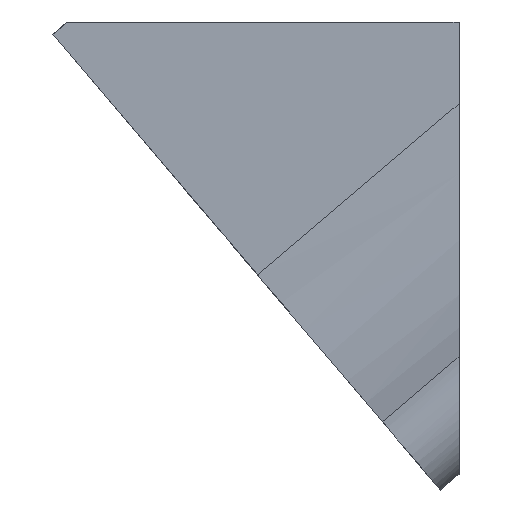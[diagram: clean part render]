
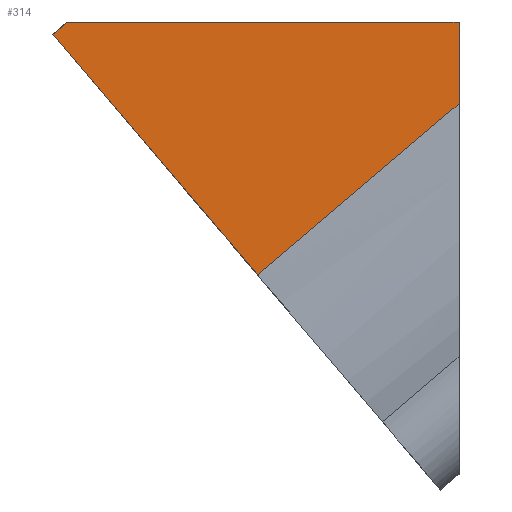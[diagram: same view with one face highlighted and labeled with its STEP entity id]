
A CAD part, left-side view. The second image highlights one B-rep face of the part: STEP entity #314.
In plain terms, the highlighted planar face has unit normal (-1, 0, 0).
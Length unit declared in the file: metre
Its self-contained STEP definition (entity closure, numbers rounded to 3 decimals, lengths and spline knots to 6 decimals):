
#74=ORIENTED_EDGE('',*,*,#150,.F.);
#75=ORIENTED_EDGE('',*,*,#136,.T.);
#76=ORIENTED_EDGE('',*,*,#139,.T.);
#77=ORIENTED_EDGE('',*,*,#149,.F.);
#78=ORIENTED_EDGE('',*,*,#151,.F.);
#136=EDGE_CURVE('',#176,#177,#206,.T.);
#139=EDGE_CURVE('',#177,#179,#209,.T.);
#149=EDGE_CURVE('',#187,#179,#214,.T.);
#150=EDGE_CURVE('',#176,#188,#215,.T.);
#151=EDGE_CURVE('',#188,#187,#216,.T.);
#176=VERTEX_POINT('',#492);
#177=VERTEX_POINT('',#495);
#179=VERTEX_POINT('',#501);
#187=VERTEX_POINT('',#522);
#188=VERTEX_POINT('',#526);
#206=LINE('',#496,#237);
#209=LINE('',#502,#240);
#214=LINE('',#523,#245);
#215=LINE('',#525,#246);
#216=LINE('',#527,#247);
#237=VECTOR('',#397,1.);
#240=VECTOR('',#402,1.);
#245=VECTOR('',#423,1.);
#246=VECTOR('',#426,1.);
#247=VECTOR('',#427,1.);
#266=EDGE_LOOP('',(#74,#75,#76,#77,#78));
#286=FACE_BOUND('',#266,.T.);
#301=PLANE('',#353);
#314=ADVANCED_FACE('',(#286),#301,.T.);
#353=AXIS2_PLACEMENT_3D('',#524,#424,#425);
#397=DIRECTION('',(0.,1.,0.));
#402=DIRECTION('',(0.,0.762,-0.648));
#423=DIRECTION('',(0.,0.648,0.762));
#424=DIRECTION('',(-1.,0.,0.));
#425=DIRECTION('',(0.,0.,1.));
#426=DIRECTION('',(0.,0.,-1.));
#427=DIRECTION('',(0.,0.762,-0.648));
#492=CARTESIAN_POINT('',(0.04426,0.003692,0.065211));
#495=CARTESIAN_POINT('',(0.04426,0.010895,0.065211));
#496=CARTESIAN_POINT('',(0.04426,-0.236755,0.065211));
#501=CARTESIAN_POINT('',(0.04426,0.011159,0.064986));
#502=CARTESIAN_POINT('',(0.04426,-0.234874,0.274075));
#522=CARTESIAN_POINT('',(0.04426,0.007397,0.060559));
#523=CARTESIAN_POINT('',(0.04426,0.009278,0.062773));
#524=CARTESIAN_POINT('',(0.04426,-0.236755,0.271861));
#525=CARTESIAN_POINT('',(0.04426,0.003692,0.271861));
#526=CARTESIAN_POINT('',(0.04426,0.003692,0.063707));
#527=CARTESIAN_POINT('',(0.04426,-0.238636,0.269647));
